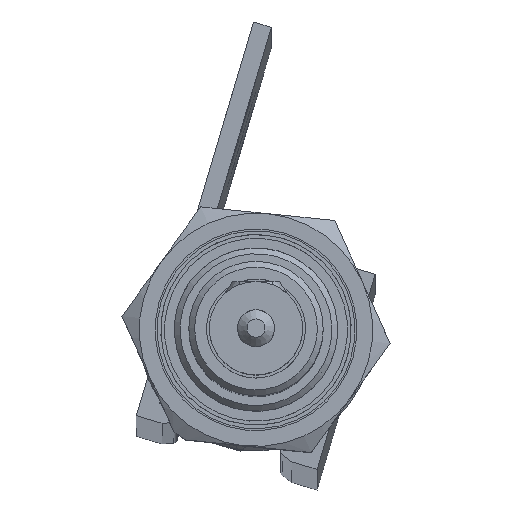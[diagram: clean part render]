
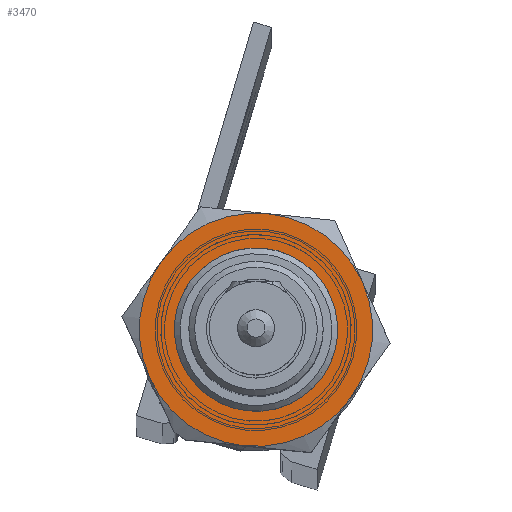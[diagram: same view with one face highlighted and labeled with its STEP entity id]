
A CAD part, top view. The second image highlights one B-rep face of the part: STEP entity #3470.
In plain terms, the highlighted face is planar.
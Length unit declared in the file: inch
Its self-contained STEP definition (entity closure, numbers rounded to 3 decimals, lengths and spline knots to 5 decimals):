
#808=PLANE('',#3922);
#948=FACE_BOUND('',#1434,.T.);
#1120=FACE_OUTER_BOUND('',#1433,.T.);
#1433=EDGE_LOOP('',(#2926,#2927,#2928,#2929,#2930,#2931));
#1434=EDGE_LOOP('',(#2932));
#1653=CIRCLE('',#3901,0.3125);
#1654=CIRCLE('',#3903,0.3125);
#1655=CIRCLE('',#3905,0.3125);
#1656=CIRCLE('',#3907,0.3125);
#1657=CIRCLE('',#3909,0.3125);
#1659=CIRCLE('',#3912,0.3125);
#1660=CIRCLE('',#3921,0.2025);
#1894=VERTEX_POINT('',#21775);
#1895=VERTEX_POINT('',#21779);
#1897=VERTEX_POINT('',#21786);
#1899=VERTEX_POINT('',#21796);
#1901=VERTEX_POINT('',#21809);
#1903=VERTEX_POINT('',#21819);
#1906=VERTEX_POINT('',#21850);
#2251=EDGE_CURVE('',#1894,#1895,#1653,.T.);
#2254=EDGE_CURVE('',#1897,#1894,#1654,.T.);
#2257=EDGE_CURVE('',#1899,#1897,#1655,.T.);
#2259=EDGE_CURVE('',#1901,#1899,#1656,.T.);
#2262=EDGE_CURVE('',#1903,#1901,#1657,.T.);
#2266=EDGE_CURVE('',#1895,#1903,#1659,.T.);
#2275=EDGE_CURVE('',#1906,#1906,#1660,.T.);
#2926=ORIENTED_EDGE('',*,*,#2266,.T.);
#2927=ORIENTED_EDGE('',*,*,#2262,.T.);
#2928=ORIENTED_EDGE('',*,*,#2259,.T.);
#2929=ORIENTED_EDGE('',*,*,#2257,.T.);
#2930=ORIENTED_EDGE('',*,*,#2254,.T.);
#2931=ORIENTED_EDGE('',*,*,#2251,.T.);
#2932=ORIENTED_EDGE('',*,*,#2275,.T.);
#3470=ADVANCED_FACE('',(#1120,#948),#808,.T.);
#3901=AXIS2_PLACEMENT_3D('',#21783,#4663,#4664);
#3903=AXIS2_PLACEMENT_3D('',#21793,#4667,#4668);
#3905=AXIS2_PLACEMENT_3D('',#21803,#4671,#4672);
#3907=AXIS2_PLACEMENT_3D('',#21810,#4675,#4676);
#3909=AXIS2_PLACEMENT_3D('',#21820,#4679,#4680);
#3912=AXIS2_PLACEMENT_3D('',#21831,#4685,#4686);
#3921=AXIS2_PLACEMENT_3D('',#21851,#4710,#4711);
#3922=AXIS2_PLACEMENT_3D('',#21852,#4712,#4713);
#4663=DIRECTION('center_axis',(-1.,0.,0.));
#4664=DIRECTION('ref_axis',(0.,1.,0.));
#4667=DIRECTION('center_axis',(-1.,0.,0.));
#4668=DIRECTION('ref_axis',(0.,1.,0.));
#4671=DIRECTION('center_axis',(-1.,0.,0.));
#4672=DIRECTION('ref_axis',(0.,1.,0.));
#4675=DIRECTION('center_axis',(-1.,0.,0.));
#4676=DIRECTION('ref_axis',(0.,1.,0.));
#4679=DIRECTION('center_axis',(-1.,0.,0.));
#4680=DIRECTION('ref_axis',(0.,1.,0.));
#4685=DIRECTION('center_axis',(-1.,0.,0.));
#4686=DIRECTION('ref_axis',(0.,1.,0.));
#4710=DIRECTION('center_axis',(1.,0.,0.));
#4711=DIRECTION('ref_axis',(0.,0.,-1.));
#4712=DIRECTION('center_axis',(-1.,0.,0.));
#4713=DIRECTION('ref_axis',(0.,0.,1.));
#21775=CARTESIAN_POINT('',(-0.29459,-0.15625,-0.27063));
#21779=CARTESIAN_POINT('',(-0.29459,-0.3125,0.));
#21783=CARTESIAN_POINT('Origin',(-0.29459,0.,0.));
#21786=CARTESIAN_POINT('',(-0.29459,0.15625,-0.27063));
#21793=CARTESIAN_POINT('Origin',(-0.29459,0.,0.));
#21796=CARTESIAN_POINT('',(-0.29459,0.3125,0.));
#21803=CARTESIAN_POINT('Origin',(-0.29459,0.,0.));
#21809=CARTESIAN_POINT('',(-0.29459,0.15625,0.27063));
#21810=CARTESIAN_POINT('Origin',(-0.29459,0.,0.));
#21819=CARTESIAN_POINT('',(-0.29459,-0.15625,0.27063));
#21820=CARTESIAN_POINT('Origin',(-0.29459,0.,0.));
#21831=CARTESIAN_POINT('Origin',(-0.29459,0.,0.));
#21850=CARTESIAN_POINT('',(-0.29459,0.2025,0.));
#21851=CARTESIAN_POINT('Origin',(-0.29459,0.,0.));
#21852=CARTESIAN_POINT('Origin',(-0.29459,0.49,0.));
